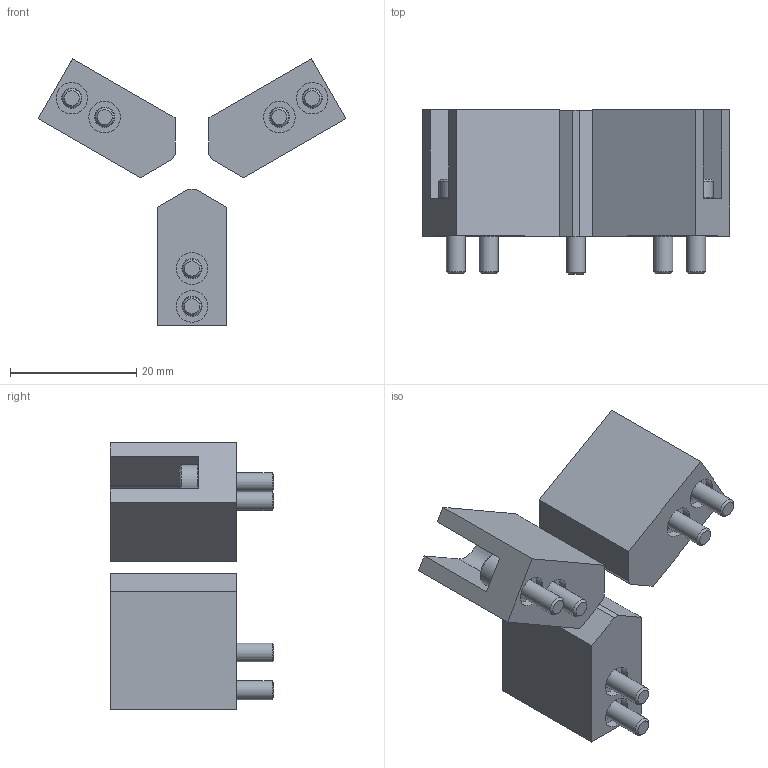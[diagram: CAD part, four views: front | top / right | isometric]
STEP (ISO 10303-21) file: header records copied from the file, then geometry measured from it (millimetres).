
FILE_DESCRIPTION(/* description */ ('STEP AP214'),/* implementation_level */ '2;1');
FILE_NAME(/* name */ '541101_BUB-HGDT-25',/* time_stamp */ '2024-08-05T15:25:10+02:00',/* author */ ('License CC BY-ND 4.0'),/* organization */ ('CADENAS'),/* preprocessor_version */ 'ST-DEVELOPER v19.3',/* originating_system */ 'PARTsolutions',/* authorisation */ ' ');
FILE_SCHEMA (('AUTOMOTIVE_DESIGN {1 0 10303 214 3 1 1}'));
Length unit declared in the file: millimetre
Products named in the file (3): 541101 BUB-HGDT-25; 541101 BUB-HGDT-25---(P); DIN-912 - M3x12(F)
Assembly tree (9 placements, depth 2):
  541101 BUB-HGDT-25
    541101 BUB-HGDT-25---(P)  x3
    DIN-912 - M3x12(F)  x6
Bounding box: 48.8 x 26 x 42.26 mm (x, y, z)
Volume: 11085.9 mm3; surface area: 7510.7 mm2
Topology: 9 solids, 9 shells, 222 faces, 450 edges, 258 vertices
Faces by surface type: plane 129, cone 66, cylinder 27
Full cylindrical faces by diameter (mm): 3 x6, 3.2 x6, 5 x6, 5.5 x6
Entity records: 1276 total; most frequent: DIRECTION 218, CARTESIAN_POINT 217, ORIENTED_EDGE 164, AXIS2_PLACEMENT_3D 86, EDGE_CURVE 82, FACE_BOUND 65, EDGE_LOOP 64, VERTEX_POINT 55
